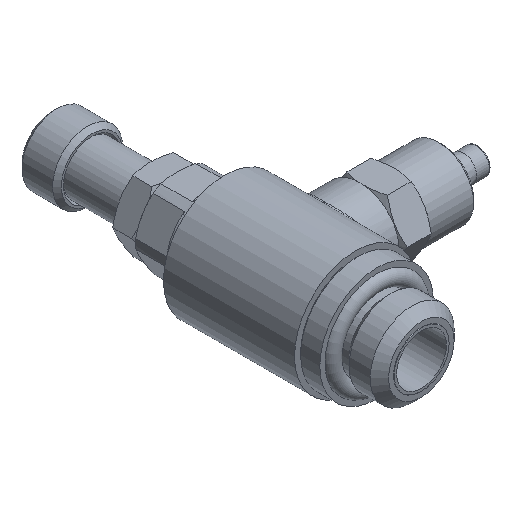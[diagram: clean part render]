
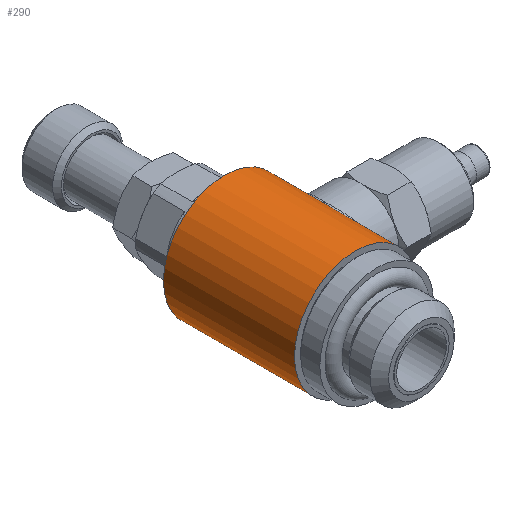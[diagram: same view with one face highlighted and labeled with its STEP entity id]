
A CAD part, isometric view. The second image highlights one B-rep face of the part: STEP entity #290.
In plain terms, the highlighted cylindrical face has radius 7 mm (diameter 14 mm), a full revolution.
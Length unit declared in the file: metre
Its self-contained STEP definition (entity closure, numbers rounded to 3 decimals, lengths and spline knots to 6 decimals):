
#290 = ADVANCED_FACE( 'NONE', ( #612, #613, #614 ), #615, .T. );
#612 = FACE_OUTER_BOUND( '', #1208, .T. );
#613 = FACE_OUTER_BOUND( '', #1209, .T. );
#614 = FACE_BOUND( '', #1210, .T. );
#615 = CYLINDRICAL_SURFACE( '', #1211, 0.007 );
#1208 = EDGE_LOOP( '', ( #1781 ) );
#1209 = EDGE_LOOP( '', ( #1782 ) );
#1210 = EDGE_LOOP( '', ( #1783, #1784 ) );
#1211 = AXIS2_PLACEMENT_3D( '', #1785, #1786, #1787 );
#1781 = ORIENTED_EDGE( '', *, *, #2100, .F. );
#1782 = ORIENTED_EDGE( '', *, *, #2020, .F. );
#1783 = ORIENTED_EDGE( '', *, *, #2051, .T. );
#1784 = ORIENTED_EDGE( '', *, *, #1957, .T. );
#1785 = CARTESIAN_POINT( '', ( 0., 0.030486, 0. ) );
#1786 = DIRECTION( '', ( 0., 1., 0. ) );
#1787 = DIRECTION( '', ( 0., 0., 1. ) );
#1957 = EDGE_CURVE( 'NONE', #2201, #2202, #2203, .T. );
#2020 = EDGE_CURVE( 'NONE', #2309, #2309, #2310, .T. );
#2051 = EDGE_CURVE( 'NONE', #2202, #2201, #2361, .T. );
#2100 = EDGE_CURVE( 'NONE', #2437, #2437, #2438, .T. );
#2201 = VERTEX_POINT( 'NONE', #2567 );
#2202 = VERTEX_POINT( 'NONE', #2568 );
#2203 = B_SPLINE_CURVE_WITH_KNOTS( '', 3, ( #2569, #2570, #2571, #2572, #2573, #2574, #2575, #2576, #2577, #2578, #2579, #2580, #2581, #2582, #2583, #2584, #2585, #2586, #2587, #2588, #2589, #2590, #2591 ), .UNSPECIFIED., .F., .F., ( 4, 1, 1, 1, 1, 1, 1, 1, 1, 1, 1, 1, 1, 1, 1, 1, 1, 1, 1, 1, 4 ), ( 0., 0.015629, 0.031259, 0.062504, 0.124936, 0.18739, 0.249911, 0.312432, 0.374952, 0.437475, 0.499995, 0.562516, 0.625037, 0.687557, 0.750078, 0.812599, 0.875053, 0.937486, 0.96874, 0.984367, 1. ), .UNSPECIFIED. );
#2309 = VERTEX_POINT( '', #2793 );
#2310 = CIRCLE( '', #2794, 0.007 );
#2361 = B_SPLINE_CURVE_WITH_KNOTS( '', 3, ( #2905, #2906, #2907, #2908, #2909, #2910, #2911, #2912, #2913, #2914, #2915, #2916, #2917, #2918, #2919, #2920, #2921, #2922, #2923, #2924, #2925, #2926, #2927, #2928, #2929, #2930, #2931 ), .UNSPECIFIED., .F., .F., ( 4, 1, 1, 1, 1, 1, 1, 1, 1, 1, 1, 1, 1, 1, 1, 1, 1, 1, 1, 1, 1, 1, 1, 1, 4 ), ( 0., 0.01275, 0.024649, 0.035718, 0.049045, 0.06251, 0.093262, 0.125, 0.186489, 0.249917, 0.31334, 0.374956, 0.43832, 0.499988, 0.56166, 0.625019, 0.686615, 0.75006, 0.813457, 0.874977, 0.906732, 0.937481, 0.95345, 0.968752, 1. ), .UNSPECIFIED. );
#2437 = VERTEX_POINT( '', #3139 );
#2438 = CIRCLE( '', #3140, 0.007 );
#2567 = CARTESIAN_POINT( '', ( 0.005218, 0.016915, -0.004667 ) );
#2568 = CARTESIAN_POINT( '', ( 0.005217, 0.016897, 0.004667 ) );
#2569 = CARTESIAN_POINT( '', ( 0.005218, 0.016915, -0.004667 ) );
#2570 = CARTESIAN_POINT( '', ( 0.005218, 0.016833, -0.004666 ) );
#2571 = CARTESIAN_POINT( '', ( 0.00522, 0.01667, -0.004664 ) );
#2572 = CARTESIAN_POINT( '', ( 0.00524, 0.016344, -0.004642 ) );
#2573 = CARTESIAN_POINT( '', ( 0.005306, 0.015781, -0.004566 ) );
#2574 = CARTESIAN_POINT( '', ( 0.00549, 0.015008, -0.00435 ) );
#2575 = CARTESIAN_POINT( '', ( 0.005795, 0.014167, -0.003941 ) );
#2576 = CARTESIAN_POINT( '', ( 0.006136, 0.013423, -0.003393 ) );
#2577 = CARTESIAN_POINT( '', ( 0.00647, 0.012793, -0.002713 ) );
#2578 = CARTESIAN_POINT( '', ( 0.006755, 0.012299, -0.001907 ) );
#2579 = CARTESIAN_POINT( '', ( 0.006952, 0.011977, -0.000992 ) );
#2580 = CARTESIAN_POINT( '', ( 0.007023, 0.011863, -0.000009 ) );
#2581 = CARTESIAN_POINT( '', ( 0.006954, 0.011973, 0.000974 ) );
#2582 = CARTESIAN_POINT( '', ( 0.00676, 0.012291, 0.00189 ) );
#2583 = CARTESIAN_POINT( '', ( 0.006476, 0.012782, 0.002699 ) );
#2584 = CARTESIAN_POINT( '', ( 0.006143, 0.01341, 0.003381 ) );
#2585 = CARTESIAN_POINT( '', ( 0.005801, 0.014152, 0.003932 ) );
#2586 = CARTESIAN_POINT( '', ( 0.005494, 0.014992, 0.004344 ) );
#2587 = CARTESIAN_POINT( '', ( 0.00531, 0.015763, 0.004562 ) );
#2588 = CARTESIAN_POINT( '', ( 0.005241, 0.016326, 0.004641 ) );
#2589 = CARTESIAN_POINT( '', ( 0.005221, 0.016652, 0.004662 ) );
#2590 = CARTESIAN_POINT( '', ( 0.005219, 0.016815, 0.004665 ) );
#2591 = CARTESIAN_POINT( '', ( 0.005217, 0.016897, 0.004667 ) );
#2793 = CARTESIAN_POINT( '', ( 0., 0.0229, 0.007 ) );
#2794 = AXIS2_PLACEMENT_3D( '', #3432, #3433, #3434 );
#2905 = CARTESIAN_POINT( '', ( 0.005217, 0.016897, 0.004667 ) );
#2906 = CARTESIAN_POINT( '', ( 0.005218, 0.016963, 0.004666 ) );
#2907 = CARTESIAN_POINT( '', ( 0.00522, 0.017092, 0.004663 ) );
#2908 = CARTESIAN_POINT( '', ( 0.005229, 0.017278, 0.004654 ) );
#2909 = CARTESIAN_POINT( '', ( 0.005243, 0.017466, 0.004638 ) );
#2910 = CARTESIAN_POINT( '', ( 0.005264, 0.017661, 0.004614 ) );
#2911 = CARTESIAN_POINT( '', ( 0.005306, 0.017955, 0.004566 ) );
#2912 = CARTESIAN_POINT( '', ( 0.005381, 0.018335, 0.004478 ) );
#2913 = CARTESIAN_POINT( '', ( 0.005541, 0.018932, 0.004281 ) );
#2914 = CARTESIAN_POINT( '', ( 0.005795, 0.019636, 0.003941 ) );
#2915 = CARTESIAN_POINT( '', ( 0.006139, 0.02038, 0.003389 ) );
#2916 = CARTESIAN_POINT( '', ( 0.006472, 0.021014, 0.002707 ) );
#2917 = CARTESIAN_POINT( '', ( 0.006758, 0.021505, 0.001896 ) );
#2918 = CARTESIAN_POINT( '', ( 0.006953, 0.021826, 0.000986 ) );
#2919 = CARTESIAN_POINT( '', ( 0.007023, 0.021936, 0.000009 ) );
#2920 = CARTESIAN_POINT( '', ( 0.006955, 0.02183, -0.000968 ) );
#2921 = CARTESIAN_POINT( '', ( 0.006763, 0.021513, -0.001879 ) );
#2922 = CARTESIAN_POINT( '', ( 0.006478, 0.021025, -0.002693 ) );
#2923 = CARTESIAN_POINT( '', ( 0.006145, 0.020393, -0.003378 ) );
#2924 = CARTESIAN_POINT( '', ( 0.005801, 0.019652, -0.003932 ) );
#2925 = CARTESIAN_POINT( '', ( 0.005546, 0.018948, -0.004274 ) );
#2926 = CARTESIAN_POINT( '', ( 0.005385, 0.018353, -0.004473 ) );
#2927 = CARTESIAN_POINT( '', ( 0.005307, 0.01796, -0.004565 ) );
#2928 = CARTESIAN_POINT( '', ( 0.005262, 0.017644, -0.004617 ) );
#2929 = CARTESIAN_POINT( '', ( 0.005227, 0.017321, -0.004656 ) );
#2930 = CARTESIAN_POINT( '', ( 0.005221, 0.017078, -0.004662 ) );
#2931 = CARTESIAN_POINT( '', ( 0.005218, 0.016915, -0.004667 ) );
#3139 = CARTESIAN_POINT( '', ( 0., 0.0079, -0.007 ) );
#3140 = AXIS2_PLACEMENT_3D( '', #3513, #3514, #3515 );
#3432 = CARTESIAN_POINT( '', ( 0., 0.0229, 0. ) );
#3433 = DIRECTION( '', ( 0., 1., 0. ) );
#3434 = DIRECTION( '', ( 0., 0., 1. ) );
#3513 = CARTESIAN_POINT( '', ( 0., 0.0079, 0. ) );
#3514 = DIRECTION( '', ( 0., -1., 0. ) );
#3515 = DIRECTION( '', ( 0., 0., -1. ) );
